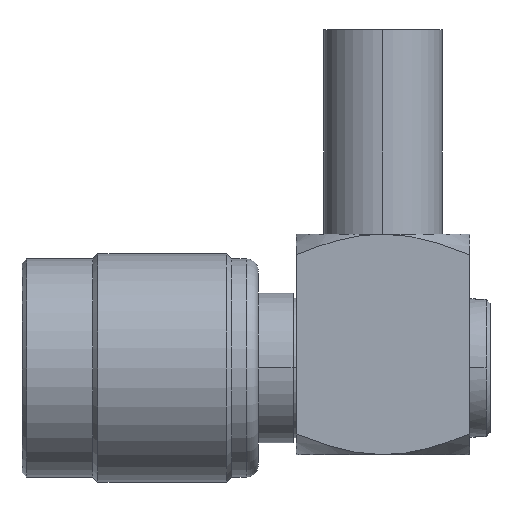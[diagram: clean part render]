
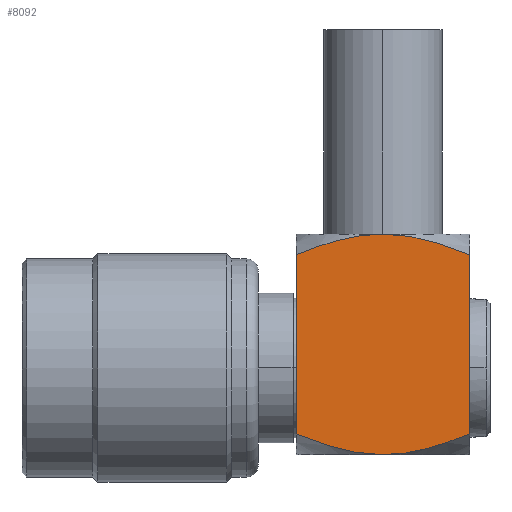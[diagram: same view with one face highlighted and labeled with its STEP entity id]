
A CAD part, front view. The second image highlights one B-rep face of the part: STEP entity #8092.
In plain terms, the highlighted planar face has unit normal (0, -1, 0).
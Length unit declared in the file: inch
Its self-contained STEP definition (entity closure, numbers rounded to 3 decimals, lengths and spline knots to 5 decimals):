
#3096=CARTESIAN_POINT('',(0.64567,-0.21654,
0.28286));
#3098=CARTESIAN_POINT('',(0.64567,-0.21654,
-0.16475));
#3230=CARTESIAN_POINT('',(0.64567,-0.21654,
0.28286));
#3231=CARTESIAN_POINT('',(0.65508,-0.21654,
0.2867));
#3232=CARTESIAN_POINT('',(0.67311,-0.21654,
0.29381));
#3233=CARTESIAN_POINT('',(0.69748,-0.21654,
0.30271));
#3234=CARTESIAN_POINT('',(0.7201,-0.21654,
0.31025));
#3235=CARTESIAN_POINT('',(0.74153,-0.21654,
0.31667));
#3236=CARTESIAN_POINT('',(0.76217,-0.21654,
0.32209));
#3237=CARTESIAN_POINT('',(0.78234,-0.21654,
0.32656));
#3238=CARTESIAN_POINT('',(0.80232,-0.21654,
0.33011));
#3239=CARTESIAN_POINT('',(0.82225,-0.21654,
0.3327));
#3240=CARTESIAN_POINT('',(0.8422,-0.21654,
0.33429));
#3241=CARTESIAN_POINT('',(0.85553,-0.21654,
0.33465));
#3242=CARTESIAN_POINT('',(0.8622,-0.21654,
0.33465));
#3244=CARTESIAN_POINT('',(0.8622,-0.21654,
0.33465));
#3245=CARTESIAN_POINT('',(0.86899,-0.21654,
0.33465));
#3246=CARTESIAN_POINT('',(0.88255,-0.21654,
0.33428));
#3247=CARTESIAN_POINT('',(0.90281,-0.21654,
0.33264));
#3248=CARTESIAN_POINT('',(0.923,-0.21654,
0.32997));
#3249=CARTESIAN_POINT('',(0.94317,-0.21654,
0.32634));
#3250=CARTESIAN_POINT('',(0.96347,-0.21654,
0.32179));
#3251=CARTESIAN_POINT('',(0.98415,-0.21654,
0.31631));
#3252=CARTESIAN_POINT('',(1.0055,-0.21654,
0.30987));
#3253=CARTESIAN_POINT('',(1.02792,-0.21654,
0.30235));
#3254=CARTESIAN_POINT('',(1.05194,-0.21654,
0.29356));
#3255=CARTESIAN_POINT('',(1.06957,-0.21654,
0.28661));
#3256=CARTESIAN_POINT('',(1.07874,-0.21654,
0.28286));
#3258=CARTESIAN_POINT('',(1.07874,-0.21654,
-0.16475));
#3259=CARTESIAN_POINT('',(1.06933,-0.21654,
-0.16859));
#3260=CARTESIAN_POINT('',(1.0513,-0.21654,
-0.1757));
#3261=CARTESIAN_POINT('',(1.02692,-0.21654,
-0.1846));
#3262=CARTESIAN_POINT('',(1.00431,-0.21654,
-0.19214));
#3263=CARTESIAN_POINT('',(0.98288,-0.21654,
-0.19856));
#3264=CARTESIAN_POINT('',(0.96224,-0.21654,
-0.20398));
#3265=CARTESIAN_POINT('',(0.94206,-0.21654,
-0.20845));
#3266=CARTESIAN_POINT('',(0.92209,-0.21654,
-0.212));
#3267=CARTESIAN_POINT('',(0.90216,-0.21654,
-0.21459));
#3268=CARTESIAN_POINT('',(0.88221,-0.21654,
-0.21618));
#3269=CARTESIAN_POINT('',(0.86888,-0.21654,
-0.21654));
#3270=CARTESIAN_POINT('',(0.8622,-0.21654,
-0.21654));
#3272=CARTESIAN_POINT('',(0.8622,-0.21654,
-0.21654));
#3273=CARTESIAN_POINT('',(0.85542,-0.21654,
-0.21654));
#3274=CARTESIAN_POINT('',(0.84186,-0.21654,
-0.21617));
#3275=CARTESIAN_POINT('',(0.8216,-0.21654,
-0.21453));
#3276=CARTESIAN_POINT('',(0.80141,-0.21654,
-0.21186));
#3277=CARTESIAN_POINT('',(0.78124,-0.21654,
-0.20823));
#3278=CARTESIAN_POINT('',(0.76094,-0.21654,
-0.20368));
#3279=CARTESIAN_POINT('',(0.74027,-0.21654,
-0.19821));
#3280=CARTESIAN_POINT('',(0.71891,-0.21654,
-0.19176));
#3281=CARTESIAN_POINT('',(0.69649,-0.21654,
-0.18424));
#3282=CARTESIAN_POINT('',(0.67247,-0.21654,
-0.17545));
#3283=CARTESIAN_POINT('',(0.65484,-0.21654,
-0.1685));
#3284=CARTESIAN_POINT('',(0.64567,-0.21654,
-0.16475));
#3286=DIRECTION('',(0.,0.,1.));
#3287=VECTOR('',#3286,0.44761);
#3288=CARTESIAN_POINT('',(0.64567,-0.21654,
-0.16475));
#3289=LINE('',#3288,#3287);
#3351=DIRECTION('',(0.,0.,1.));
#3352=VECTOR('',#3351,0.44761);
#3353=CARTESIAN_POINT('',(1.07874,-0.21654,
-0.16475));
#3354=LINE('',#3353,#3352);
#4219=VERTEX_POINT('',#3098);
#4221=VERTEX_POINT('',#3258);
#4222=VERTEX_POINT('',#3270);
#4226=CARTESIAN_POINT('',(0.8622,-0.21654,
0.33465));
#4228=VERTEX_POINT('',#4226);
#4235=VERTEX_POINT('',#3096);
#4236=VERTEX_POINT('',#3256);
#8075=CARTESIAN_POINT('',(0.64567,-0.21654,
-0.21654));
#8076=DIRECTION('',(0.,-1.,0.));
#8077=DIRECTION('',(1.,0.,0.));
#8078=AXIS2_PLACEMENT_3D('',#8075,#8076,#8077);
#8079=PLANE('',#8078);
#8081=ORIENTED_EDGE('',*,*,#8080,.T.);
#8083=ORIENTED_EDGE('',*,*,#8082,.T.);
#8085=ORIENTED_EDGE('',*,*,#8084,.F.);
#8087=ORIENTED_EDGE('',*,*,#8086,.T.);
#8088=ORIENTED_EDGE('',*,*,#8069,.T.);
#8089=ORIENTED_EDGE('',*,*,#7956,.T.);
#8090=EDGE_LOOP('',(#8081,#8083,#8085,#8087,#8088,#8089));
#8091=FACE_OUTER_BOUND('',#8090,.F.);
#8092=ADVANCED_FACE('',(#8091),#8079,.T.);
#3243=B_SPLINE_CURVE_WITH_KNOTS('',3,(#3230,#3231,#3232,#3233,#3234,#3235,#3236,
#3237,#3238,#3239,#3240,#3241,#3242),.UNSPECIFIED.,.F.,.F.,(4,1,1,1,1,1,1,1,1,1,
4),(0.,0.1,0.2,0.3,0.4,0.5,0.6,0.7,0.8,0.9,1.),
.UNSPECIFIED.);
#3257=B_SPLINE_CURVE_WITH_KNOTS('',3,(#3244,#3245,#3246,#3247,#3248,#3249,#3250,
#3251,#3252,#3253,#3254,#3255,#3256),.UNSPECIFIED.,.F.,.F.,(4,1,1,1,1,1,1,1,1,1,
4),(0.,0.1,0.2,0.3,0.4,0.5,0.6,0.7,0.8,0.9,1.),
.UNSPECIFIED.);
#3271=B_SPLINE_CURVE_WITH_KNOTS('',3,(#3258,#3259,#3260,#3261,#3262,#3263,#3264,
#3265,#3266,#3267,#3268,#3269,#3270),.UNSPECIFIED.,.F.,.F.,(4,1,1,1,1,1,1,1,1,1,
4),(0.,0.1,0.2,0.3,0.4,0.5,0.6,0.7,0.8,0.9,1.),
.UNSPECIFIED.);
#3285=B_SPLINE_CURVE_WITH_KNOTS('',3,(#3272,#3273,#3274,#3275,#3276,#3277,#3278,
#3279,#3280,#3281,#3282,#3283,#3284),.UNSPECIFIED.,.F.,.F.,(4,1,1,1,1,1,1,1,1,1,
4),(0.,0.1,0.2,0.3,0.4,0.5,0.6,0.7,0.8,0.9,1.),
.UNSPECIFIED.);
#7956=EDGE_CURVE('',#4219,#4235,#3289,.T.);
#8069=EDGE_CURVE('',#4222,#4219,#3285,.T.);
#8080=EDGE_CURVE('',#4235,#4228,#3243,.T.);
#8082=EDGE_CURVE('',#4228,#4236,#3257,.T.);
#8084=EDGE_CURVE('',#4221,#4236,#3354,.T.);
#8086=EDGE_CURVE('',#4221,#4222,#3271,.T.);
